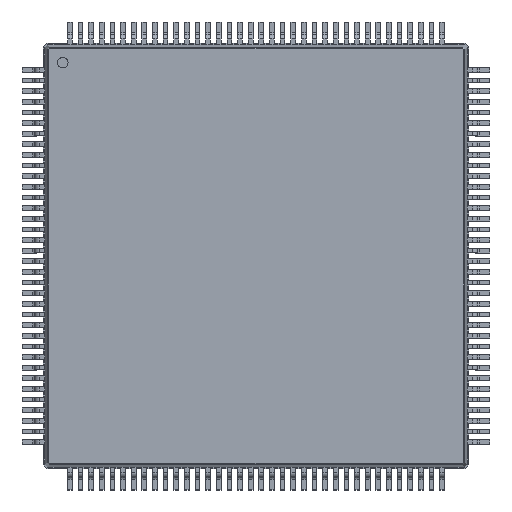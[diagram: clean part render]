
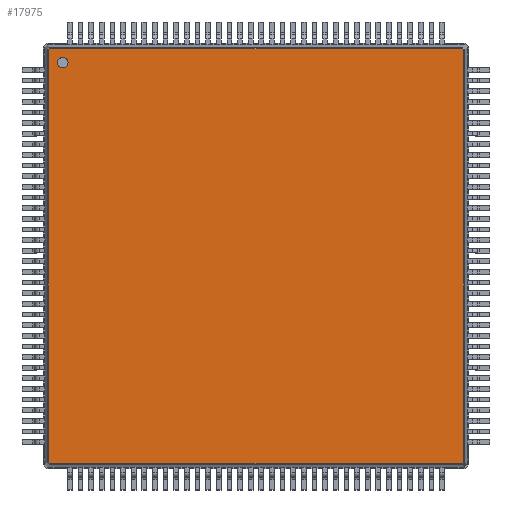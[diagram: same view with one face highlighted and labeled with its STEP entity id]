
A CAD part, top view. The second image highlights one B-rep face of the part: STEP entity #17975.
In plain terms, the highlighted planar face has unit normal (0, 0, 1).
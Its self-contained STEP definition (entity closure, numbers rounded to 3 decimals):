
#13=DIRECTION('',(0.,0.,1.));
#543=DIRECTION('',(0.,-1.,0.));
#2128=CARTESIAN_POINT('',(-9.718,9.787,1.5));
#8323=VERTEX_POINT('',#8324);
#8324=CARTESIAN_POINT('',(-9.702,9.746,1.5));
#9001=EDGE_CURVE('',#8323,#9002,#9004,.T.);
#9002=VERTEX_POINT('',#9003);
#9003=CARTESIAN_POINT('',(9.702,9.746,1.5));
#9004=B_SPLINE_CURVE_WITH_KNOTS('',2,(#9005,#9006,#9007,#9008,#9009),.UNSPECIFIED.,.F.,.F.,(3,1,1,3),(-0.992,-0.04,19.477,20.429),.UNSPECIFIED.);
#9005=CARTESIAN_POINT('',(-10.711,9.746,1.5));
#9006=CARTESIAN_POINT('',(-10.235,9.746,1.5));
#9007=CARTESIAN_POINT('',(0.,9.746,1.5));
#9008=CARTESIAN_POINT('',(10.235,9.746,1.5));
#9009=CARTESIAN_POINT('',(10.711,9.746,1.5));
#17355=EDGE_CURVE('',#9002,#17356,#17358,.T.);
#17356=VERTEX_POINT('',#17357);
#17357=CARTESIAN_POINT('',(9.746,9.702,1.5));
#17358=B_SPLINE_CURVE_WITH_KNOTS('',2,(#17359,#17360,#17361,#17362,#17363),.UNSPECIFIED.,.F.,.F.,(3,1,1,3),(-0.4,-0.04,0.137,0.497),.UNSPECIFIED.);
#17359=CARTESIAN_POINT('',(9.407,10.041,1.5));
#17360=CARTESIAN_POINT('',(9.535,9.914,1.5));
#17361=CARTESIAN_POINT('',(9.724,9.724,1.5));
#17362=CARTESIAN_POINT('',(9.914,9.535,1.5));
#17363=CARTESIAN_POINT('',(10.041,9.407,1.5));
#17664=VERTEX_POINT('',#17665);
#17665=CARTESIAN_POINT('',(-9.746,9.702,1.5));
#17961=EDGE_CURVE('',#17664,#8323,#17962,.T.);
#17962=B_SPLINE_CURVE_WITH_KNOTS('',2,(#17963,#17964,#17965,#17966,#17967),.UNSPECIFIED.,.F.,.F.,(3,1,1,3),(-0.4,-0.04,0.137,0.497),.UNSPECIFIED.);
#17963=CARTESIAN_POINT('',(-10.041,9.407,1.5));
#17964=CARTESIAN_POINT('',(-9.914,9.535,1.5));
#17965=CARTESIAN_POINT('',(-9.724,9.724,1.5));
#17966=CARTESIAN_POINT('',(-9.535,9.914,1.5));
#17967=CARTESIAN_POINT('',(-9.407,10.041,1.5));
#17975=ADVANCED_FACE('',(#17976,#18029),#18039,.T.);
#17976=FACE_BOUND('',#17977,.T.);
#17977=EDGE_LOOP('',(#17978,#17979,#17980,#17990,#18000,#18010,#18020,#18028));
#17978=ORIENTED_EDGE('',*,*,#9001,.F.);
#17979=ORIENTED_EDGE('',*,*,#17961,.F.);
#17980=ORIENTED_EDGE('',*,*,#17981,.F.);
#17981=EDGE_CURVE('',#17982,#17664,#17984,.T.);
#17982=VERTEX_POINT('',#17983);
#17983=CARTESIAN_POINT('',(-9.746,-9.702,1.5));
#17984=B_SPLINE_CURVE_WITH_KNOTS('',2,(#17985,#17986,#17987,#17988,#17989),.UNSPECIFIED.,.F.,.F.,(3,1,1,3),(-0.992,-0.04,19.477,20.429),.UNSPECIFIED.);
#17985=CARTESIAN_POINT('',(-9.746,-10.711,1.5));
#17986=CARTESIAN_POINT('',(-9.746,-10.235,1.5));
#17987=CARTESIAN_POINT('',(-9.746,0.,1.5));
#17988=CARTESIAN_POINT('',(-9.746,10.235,1.5));
#17989=CARTESIAN_POINT('',(-9.746,10.711,1.5));
#17990=ORIENTED_EDGE('',*,*,#17991,.F.);
#17991=EDGE_CURVE('',#17992,#17982,#17994,.T.);
#17992=VERTEX_POINT('',#17993);
#17993=CARTESIAN_POINT('',(-9.702,-9.746,1.5));
#17994=B_SPLINE_CURVE_WITH_KNOTS('',2,(#17995,#17996,#17997,#17998,#17999),.UNSPECIFIED.,.F.,.F.,(3,1,1,3),(-0.4,-0.04,0.137,0.497),.UNSPECIFIED.);
#17995=CARTESIAN_POINT('',(-9.407,-10.041,1.5));
#17996=CARTESIAN_POINT('',(-9.535,-9.914,1.5));
#17997=CARTESIAN_POINT('',(-9.724,-9.724,1.5));
#17998=CARTESIAN_POINT('',(-9.914,-9.535,1.5));
#17999=CARTESIAN_POINT('',(-10.041,-9.407,1.5));
#18000=ORIENTED_EDGE('',*,*,#18001,.F.);
#18001=EDGE_CURVE('',#18002,#17992,#18004,.T.);
#18002=VERTEX_POINT('',#18003);
#18003=CARTESIAN_POINT('',(9.702,-9.746,1.5));
#18004=B_SPLINE_CURVE_WITH_KNOTS('',2,(#18005,#18006,#18007,#18008,#18009),.UNSPECIFIED.,.F.,.F.,(3,1,1,3),(-0.992,-0.04,19.477,20.429),.UNSPECIFIED.);
#18005=CARTESIAN_POINT('',(10.711,-9.746,1.5));
#18006=CARTESIAN_POINT('',(10.235,-9.746,1.5));
#18007=CARTESIAN_POINT('',(0.,-9.746,1.5));
#18008=CARTESIAN_POINT('',(-10.235,-9.746,1.5));
#18009=CARTESIAN_POINT('',(-10.711,-9.746,1.5));
#18010=ORIENTED_EDGE('',*,*,#18011,.F.);
#18011=EDGE_CURVE('',#18012,#18002,#18014,.T.);
#18012=VERTEX_POINT('',#18013);
#18013=CARTESIAN_POINT('',(9.746,-9.702,1.5));
#18014=B_SPLINE_CURVE_WITH_KNOTS('',2,(#18015,#18016,#18017,#18018,#18019),.UNSPECIFIED.,.F.,.F.,(3,1,1,3),(-0.4,-0.04,0.137,0.497),.UNSPECIFIED.);
#18015=CARTESIAN_POINT('',(10.041,-9.407,1.5));
#18016=CARTESIAN_POINT('',(9.914,-9.535,1.5));
#18017=CARTESIAN_POINT('',(9.724,-9.724,1.5));
#18018=CARTESIAN_POINT('',(9.535,-9.914,1.5));
#18019=CARTESIAN_POINT('',(9.407,-10.041,1.5));
#18020=ORIENTED_EDGE('',*,*,#18021,.F.);
#18021=EDGE_CURVE('',#17356,#18012,#18022,.T.);
#18022=B_SPLINE_CURVE_WITH_KNOTS('',2,(#18023,#18024,#18025,#18026,#18027),.UNSPECIFIED.,.F.,.F.,(3,1,1,3),(-0.992,-0.04,19.477,20.429),.UNSPECIFIED.);
#18023=CARTESIAN_POINT('',(9.746,10.711,1.5));
#18024=CARTESIAN_POINT('',(9.746,10.235,1.5));
#18025=CARTESIAN_POINT('',(9.746,0.,1.5));
#18026=CARTESIAN_POINT('',(9.746,-10.235,1.5));
#18027=CARTESIAN_POINT('',(9.746,-10.711,1.5));
#18028=ORIENTED_EDGE('',*,*,#17355,.F.);
#18029=FACE_BOUND('',#18030,.T.);
#18030=EDGE_LOOP('',(#18031));
#18031=ORIENTED_EDGE('',*,*,#18032,.F.);
#18032=EDGE_CURVE('',#18033,#18033,#18035,.T.);
#18033=VERTEX_POINT('',#18034);
#18034=CARTESIAN_POINT('',(-9.087,8.837,1.5));
#18035=CIRCLE('',#18036,0.25);
#18036=AXIS2_PLACEMENT_3D('',#18037,#18038,#543);
#18037=CARTESIAN_POINT('',(-9.087,9.087,1.5));
#18038=DIRECTION('',(-0.,0.,1.));
#18039=PLANE('',#18040);
#18040=AXIS2_PLACEMENT_3D('',#2128,#13,#18041);
#18041=DIRECTION('',(0.705,-0.71,0.));
